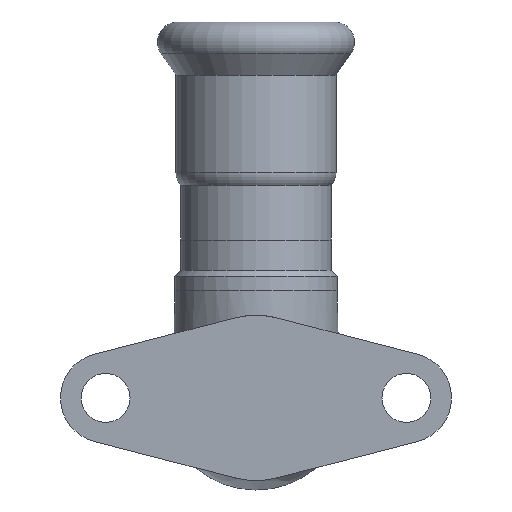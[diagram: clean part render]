
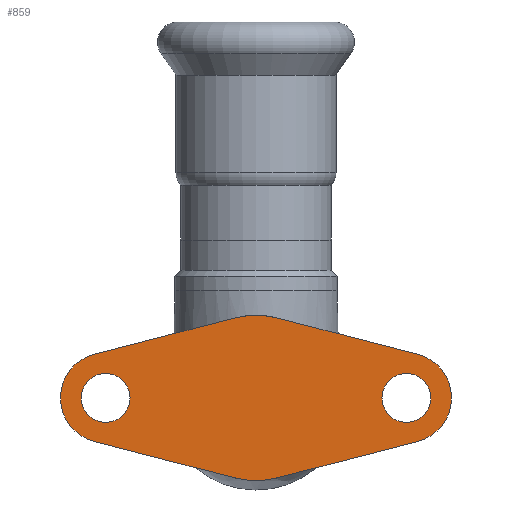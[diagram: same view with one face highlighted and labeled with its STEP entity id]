
A CAD part, left-side view. The second image highlights one B-rep face of the part: STEP entity #859.
In plain terms, the highlighted planar face has unit normal (-1, 0, 0).
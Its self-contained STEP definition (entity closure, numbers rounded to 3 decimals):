
#44=LINE($,#1854,#76);
#47=LINE($,#1860,#79);
#50=LINE($,#1869,#82);
#51=LINE($,#1871,#83);
#76=VECTOR($,#1147,19.365);
#79=VECTOR($,#1152,19.365);
#82=VECTOR($,#1163,19.365);
#83=VECTOR($,#1166,19.365);
#133=PLANE($,#956);
#159=FACE_BOUND($,#271,.T.);
#160=FACE_BOUND($,#272,.T.);
#161=FACE_BOUND($,#273,.T.);
#271=EDGE_LOOP($,(#695));
#272=EDGE_LOOP($,(#696));
#273=EDGE_LOOP($,(#697,#698,#699,#700,#701,#702,#703,#704));
#322=CIRCLE($,#902,11.);
#325=CIRCLE($,#906,11.);
#350=CIRCLE($,#943,3.25);
#352=CIRCLE($,#946,3.25);
#353=CIRCLE($,#948,6.);
#355=CIRCLE($,#953,6.);
#390=VERTEX_POINT($,#1346);
#391=VERTEX_POINT($,#1348);
#397=VERTEX_POINT($,#1367);
#398=VERTEX_POINT($,#1369);
#425=VERTEX_POINT($,#1840);
#427=VERTEX_POINT($,#1845);
#428=VERTEX_POINT($,#1848);
#429=VERTEX_POINT($,#1850);
#431=VERTEX_POINT($,#1858);
#433=VERTEX_POINT($,#1864);
#475=EDGE_CURVE($,#390,#391,#322,.T.);
#483=EDGE_CURVE($,#397,#398,#325,.T.);
#518=EDGE_CURVE($,#425,#425,#350,.T.);
#520=EDGE_CURVE($,#427,#427,#352,.T.);
#522=EDGE_CURVE($,#428,#429,#353,.T.);
#524=EDGE_CURVE($,#398,#428,#44,.T.);
#527=EDGE_CURVE($,#431,#397,#47,.T.);
#530=EDGE_CURVE($,#433,#431,#355,.T.);
#532=EDGE_CURVE($,#391,#433,#50,.T.);
#533=EDGE_CURVE($,#429,#390,#51,.T.);
#695=ORIENTED_EDGE($,*,*,#518,.T.);
#696=ORIENTED_EDGE($,*,*,#520,.T.);
#697=ORIENTED_EDGE($,*,*,#533,.F.);
#698=ORIENTED_EDGE($,*,*,#522,.F.);
#699=ORIENTED_EDGE($,*,*,#524,.F.);
#700=ORIENTED_EDGE($,*,*,#483,.F.);
#701=ORIENTED_EDGE($,*,*,#527,.F.);
#702=ORIENTED_EDGE($,*,*,#530,.F.);
#703=ORIENTED_EDGE($,*,*,#532,.F.);
#704=ORIENTED_EDGE($,*,*,#475,.F.);
#859=ADVANCED_FACE($,(#159,#160,#161),#133,.F.);
#902=AXIS2_PLACEMENT_3D($,#1349,#1040,#1041);
#906=AXIS2_PLACEMENT_3D($,#1370,#1052,#1053);
#943=AXIS2_PLACEMENT_3D($,#1841,#1131,#1132);
#946=AXIS2_PLACEMENT_3D($,#1846,#1137,#1138);
#948=AXIS2_PLACEMENT_3D($,#1851,#1142,#1143);
#953=AXIS2_PLACEMENT_3D($,#1866,#1158,#1159);
#956=AXIS2_PLACEMENT_3D($,#1872,#1167,#1168);
#1040=DIRECTION('center_axis',(1.,0.,0.));
#1041=DIRECTION('ref_axis',(0.,-0.25,-0.968));
#1052=DIRECTION('center_axis',(1.,0.,0.));
#1053=DIRECTION('ref_axis',(0.,0.25,0.968));
#1131=DIRECTION('center_axis',(1.,0.,0.));
#1132=DIRECTION('ref_axis',(0.,-1.,0.));
#1137=DIRECTION('center_axis',(1.,0.,0.));
#1138=DIRECTION('ref_axis',(0.,-1.,0.));
#1142=DIRECTION('center_axis',(1.,0.,0.));
#1143=DIRECTION('ref_axis',(0.,-0.25,0.968));
#1147=DIRECTION($,(0.,-0.968,-0.25));
#1152=DIRECTION($,(0.,-0.968,0.25));
#1158=DIRECTION('center_axis',(1.,0.,0.));
#1159=DIRECTION('ref_axis',(0.,0.25,-0.968));
#1163=DIRECTION($,(0.,0.968,0.25));
#1166=DIRECTION($,(0.,0.968,-0.25));
#1167=DIRECTION('center_axis',(1.,0.,0.));
#1168=DIRECTION('ref_axis',(0.,0.,-1.));
#1346=CARTESIAN_POINT('',(-35.,-2.75,-31.651));
#1348=CARTESIAN_POINT('',(-35.,2.75,-31.651));
#1349=CARTESIAN_POINT('Origin',(-35.,0.,-21.));
#1367=CARTESIAN_POINT('',(-35.,2.75,-10.349));
#1369=CARTESIAN_POINT('',(-35.,-2.75,-10.349));
#1370=CARTESIAN_POINT('Origin',(-35.,0.,-21.));
#1840=CARTESIAN_POINT('',(-35.,-16.75,-21.));
#1841=CARTESIAN_POINT('Origin',(-35.,-20.,-21.));
#1845=CARTESIAN_POINT('',(-35.,23.25,-21.));
#1846=CARTESIAN_POINT('Origin',(-35.,20.,-21.));
#1848=CARTESIAN_POINT('',(-35.,-21.5,-15.191));
#1850=CARTESIAN_POINT('',(-35.,-21.5,-26.809));
#1851=CARTESIAN_POINT('Origin',(-35.,-20.,-21.));
#1854=CARTESIAN_POINT($,(-35.,-2.75,-10.349));
#1858=CARTESIAN_POINT('',(-35.,21.5,-15.191));
#1860=CARTESIAN_POINT($,(-35.,21.5,-15.191));
#1864=CARTESIAN_POINT('',(-35.,21.5,-26.809));
#1866=CARTESIAN_POINT('Origin',(-35.,20.,-21.));
#1869=CARTESIAN_POINT($,(-35.,2.75,-31.651));
#1871=CARTESIAN_POINT($,(-35.,-21.5,-26.809));
#1872=CARTESIAN_POINT('Origin',(-35.,0.,-21.));
